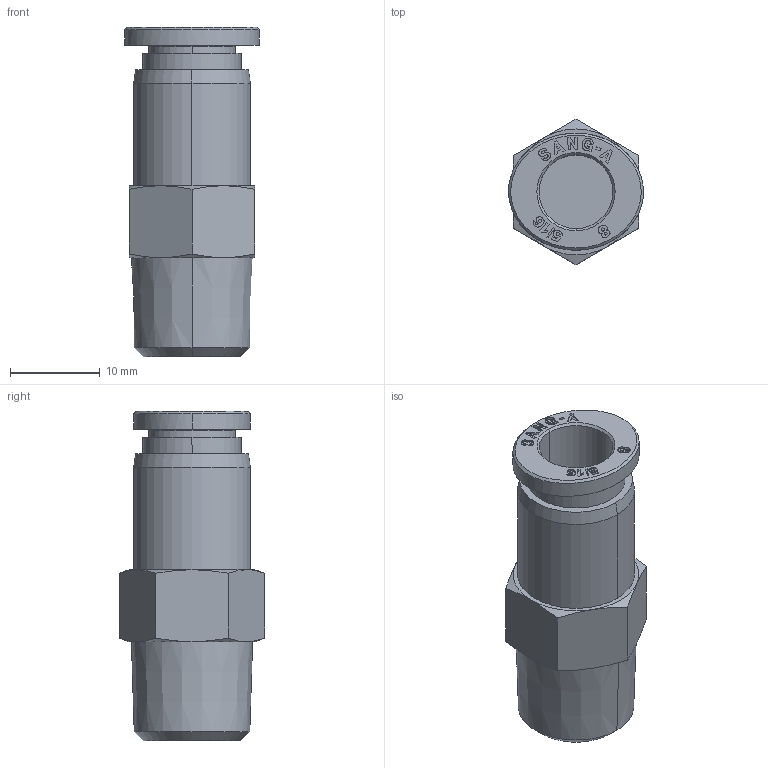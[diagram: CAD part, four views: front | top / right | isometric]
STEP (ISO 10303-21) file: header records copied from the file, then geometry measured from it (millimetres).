
FILE_DESCRIPTION((''),'2;1');
FILE_NAME('GPCVC 0802.stp','2017-07-11T14:10:28',(''),(''),'Mechanical Desktop 2009','Mechanical Desktop 2009',', , ');
FILE_SCHEMA(('CONFIG_CONTROL_DESIGN'));
Length unit declared in the file: millimetre
Products named in the file (2): GPCVC 0802; ºÎÇ°1
Assembly tree (1 placements, depth 2):
  GPCVC 0802
    ºÎÇ°1
Bounding box: 15 x 16.17 x 36.6 mm (x, y, z)
Volume: 4087.2 mm3; surface area: 2463.7 mm2
Topology: 1 solids, 1 shells, 404 faces, 1121 edges, 741 vertices
Faces by surface type: plane 347, cone 22, bspline 21, cylinder 14
Entity records: 13304 total; most frequent: CARTESIAN_POINT 2924, ORIENTED_EDGE 2242, DIRECTION 1953, EDGE_CURVE 1121, VECTOR 1001, LINE 1001, VERTEX_POINT 741, AXIS2_PLACEMENT_3D 476
